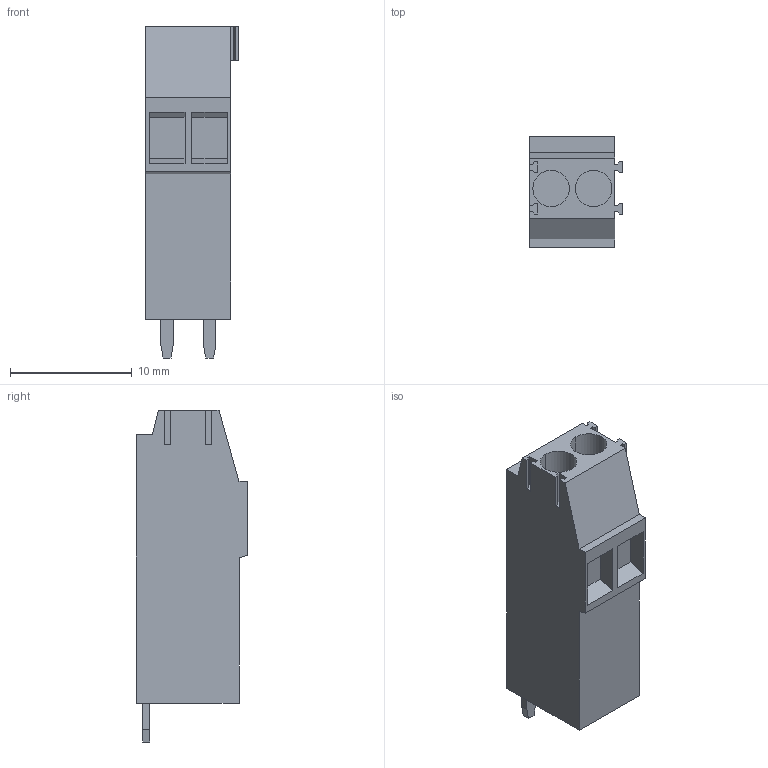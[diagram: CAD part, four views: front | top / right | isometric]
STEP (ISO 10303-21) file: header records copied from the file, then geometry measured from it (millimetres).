
FILE_DESCRIPTION(('CATIA V5 STEP Exchange','CAx-IF Rec.Pracs.--- Model Styling and Organization---1.2---2011-12-15'),'2;1');
FILE_NAME ('D1454821_0_1716710000_1716710000.stp','2018-09-10T15:09:32+00:00',('none'),('Weidmueller'),'CATIA Version 5-6 Release 2014','CATIA V5 STEP AP214','none');
FILE_SCHEMA(('AUTOMOTIVE_DESIGN { 1 0 10303 214 1 1 1 1 }'));
Length unit declared in the file: millimetre
Products named in the file (1): 1716710000
Bounding box: 7.6 x 9.15 x 27.3 mm (x, y, z)
Volume: 1327.1 mm3; surface area: 988.8 mm2
Topology: 3 solids, 3 shells, 76 faces, 198 edges, 132 vertices
Faces by surface type: plane 72, cylinder 4
Entity records: 2230 total; most frequent: ORIENTED_EDGE 396, CARTESIAN_POINT 391, DIRECTION 318, EDGE_CURVE 198, VECTOR 190, LINE 190, VERTEX_POINT 132, EDGE_LOOP 80
